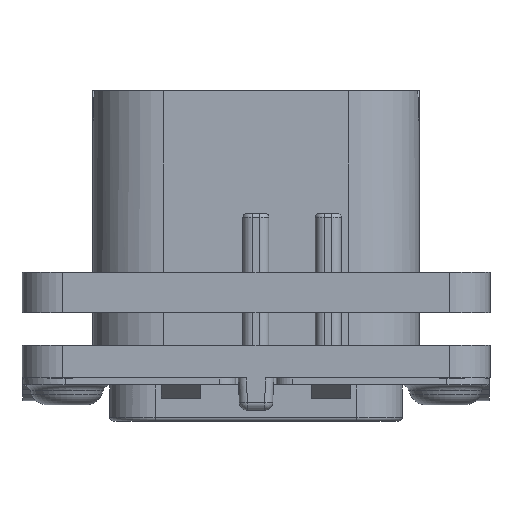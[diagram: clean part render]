
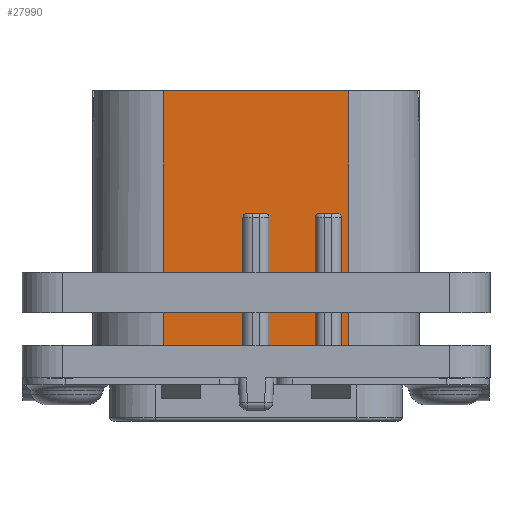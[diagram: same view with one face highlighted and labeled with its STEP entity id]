
A CAD part, front view. The second image highlights one B-rep face of the part: STEP entity #27990.
In plain terms, the highlighted planar face has unit normal (0, -1, 0).
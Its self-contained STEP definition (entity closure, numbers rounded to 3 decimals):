
#1176=DIRECTION('',(1.,0.,0.));
#1177=VECTOR('',#1176,11.4);
#1178=CARTESIAN_POINT('',(-5.7,-9.,17.67));
#1179=LINE('',#1178,#1177);
#5103=DIRECTION('',(1.,0.,0.));
#5104=VECTOR('',#5103,4.9);
#5105=CARTESIAN_POINT('',(-5.7,-9.,2.));
#5106=LINE('',#5105,#5104);
#5196=CARTESIAN_POINT('',(3.9,-9.,9.87));
#5197=DIRECTION('',(0.,1.,0.));
#5198=DIRECTION('',(-1.,0.,0.));
#5199=AXIS2_PLACEMENT_3D('',#5196,#5197,#5198);
#5231=DIRECTION('',(1.,0.,0.));
#5232=VECTOR('',#5231,2.85);
#5233=CARTESIAN_POINT('',(0.8,-9.,2.));
#5234=LINE('',#5233,#5232);
#5277=CARTESIAN_POINT('',(0.55,-9.,9.87));
#5278=DIRECTION('',(0.,1.,0.));
#5279=DIRECTION('',(0.,0.,1.));
#5280=AXIS2_PLACEMENT_3D('',#5277,#5278,#5279);
#5290=DIRECTION('',(0.,0.,1.));
#5291=VECTOR('',#5290,7.87);
#5292=CARTESIAN_POINT('',(5.25,-9.,2.));
#5293=LINE('',#5292,#5291);
#5294=DIRECTION('',(1.,0.,0.));
#5295=VECTOR('',#5294,1.1);
#5296=CARTESIAN_POINT('',(3.9,-9.,10.12));
#5297=LINE('',#5296,#5295);
#5298=DIRECTION('',(0.,0.,1.));
#5299=VECTOR('',#5298,7.87);
#5300=CARTESIAN_POINT('',(3.65,-9.,2.));
#5301=LINE('',#5300,#5299);
#5302=DIRECTION('',(0.,0.,1.));
#5303=VECTOR('',#5302,7.87);
#5304=CARTESIAN_POINT('',(0.8,-9.,2.));
#5305=LINE('',#5304,#5303);
#5306=DIRECTION('',(1.,0.,0.));
#5307=VECTOR('',#5306,1.1);
#5308=CARTESIAN_POINT('',(-0.55,-9.,10.12));
#5309=LINE('',#5308,#5307);
#5310=DIRECTION('',(0.,0.,1.));
#5311=VECTOR('',#5310,7.87);
#5312=CARTESIAN_POINT('',(-0.8,-9.,2.));
#5313=LINE('',#5312,#5311);
#5314=DIRECTION('',(0.,0.,-1.));
#5315=VECTOR('',#5314,15.67);
#5316=CARTESIAN_POINT('',(-5.7,-9.,17.67));
#5317=LINE('',#5316,#5315);
#5318=DIRECTION('',(0.,0.,-1.));
#5319=VECTOR('',#5318,15.67);
#5320=CARTESIAN_POINT('',(5.7,-9.,17.67));
#5321=LINE('',#5320,#5319);
#5335=CARTESIAN_POINT('',(5.,-9.,9.87));
#5336=DIRECTION('',(0.,1.,0.));
#5337=DIRECTION('',(0.,0.,1.));
#5338=AXIS2_PLACEMENT_3D('',#5335,#5336,#5337);
#5381=DIRECTION('',(1.,0.,0.));
#5382=VECTOR('',#5381,0.45);
#5383=CARTESIAN_POINT('',(5.25,-9.,2.));
#5384=LINE('',#5383,#5382);
#10672=CARTESIAN_POINT('',(-0.55,-9.,9.87));
#10673=DIRECTION('',(0.,1.,0.));
#10674=DIRECTION('',(-1.,0.,0.));
#10675=AXIS2_PLACEMENT_3D('',#10672,#10673,#10674);
#17640=CARTESIAN_POINT('',(-5.7,-9.,17.67));
#17641=CARTESIAN_POINT('',(-5.7,-9.,2.));
#17642=VERTEX_POINT('',#17640);
#17643=VERTEX_POINT('',#17641);
#17644=CARTESIAN_POINT('',(5.7,-9.,17.67));
#17645=CARTESIAN_POINT('',(5.7,-9.,2.));
#17646=VERTEX_POINT('',#17644);
#17647=VERTEX_POINT('',#17645);
#17794=CARTESIAN_POINT('',(-0.8,-9.,2.));
#17795=VERTEX_POINT('',#17794);
#17796=CARTESIAN_POINT('',(0.8,-9.,2.));
#17797=CARTESIAN_POINT('',(3.65,-9.,2.));
#17798=VERTEX_POINT('',#17796);
#17799=VERTEX_POINT('',#17797);
#17800=CARTESIAN_POINT('',(5.25,-9.,2.));
#17801=VERTEX_POINT('',#17800);
#20273=CARTESIAN_POINT('',(0.8,-9.,9.87));
#20275=VERTEX_POINT('',#20273);
#20277=CARTESIAN_POINT('',(0.55,-9.,10.12));
#20279=VERTEX_POINT('',#20277);
#20300=CARTESIAN_POINT('',(-0.55,-9.,10.12));
#20301=VERTEX_POINT('',#20300);
#20302=CARTESIAN_POINT('',(-0.8,-9.,9.87));
#20303=VERTEX_POINT('',#20302);
#20305=CARTESIAN_POINT('',(5.25,-9.,9.87));
#20307=VERTEX_POINT('',#20305);
#20309=CARTESIAN_POINT('',(5.,-9.,10.12));
#20311=VERTEX_POINT('',#20309);
#20312=CARTESIAN_POINT('',(3.9,-9.,10.12));
#20314=VERTEX_POINT('',#20312);
#20316=CARTESIAN_POINT('',(3.65,-9.,9.87));
#20318=VERTEX_POINT('',#20316);
#27962=CARTESIAN_POINT('',(-10.05,-9.,2.));
#27963=DIRECTION('',(0.,-1.,0.));
#27964=DIRECTION('',(1.,0.,0.));
#27965=AXIS2_PLACEMENT_3D('',#27962,#27963,#27964);
#27966=PLANE('',#27965);
#27968=ORIENTED_EDGE('',*,*,#27967,.T.);
#27970=ORIENTED_EDGE('',*,*,#27969,.F.);
#27971=ORIENTED_EDGE('',*,*,#27805,.F.);
#27972=ORIENTED_EDGE('',*,*,#27837,.F.);
#27973=ORIENTED_EDGE('',*,*,#27852,.F.);
#27974=ORIENTED_EDGE('',*,*,#27882,.F.);
#27975=ORIENTED_EDGE('',*,*,#27955,.T.);
#27976=ORIENTED_EDGE('',*,*,#27944,.F.);
#27977=ORIENTED_EDGE('',*,*,#27930,.F.);
#27979=ORIENTED_EDGE('',*,*,#27978,.F.);
#27981=ORIENTED_EDGE('',*,*,#27980,.F.);
#27982=ORIENTED_EDGE('',*,*,#27693,.F.);
#27983=ORIENTED_EDGE('',*,*,#22142,.F.);
#27984=ORIENTED_EDGE('',*,*,#22327,.T.);
#27985=ORIENTED_EDGE('',*,*,#22585,.T.);
#27987=ORIENTED_EDGE('',*,*,#27986,.F.);
#27988=EDGE_LOOP('',(#27968,#27970,#27971,#27972,#27973,#27974,#27975,#27976,
#27977,#27979,#27981,#27982,#27983,#27984,#27985,#27987));
#27989=FACE_OUTER_BOUND('',#27988,.F.);
#27990=ADVANCED_FACE('',(#27989),#27966,.T.);
#5200=CIRCLE('',#5199,0.25);
#5281=CIRCLE('',#5280,0.25);
#5339=CIRCLE('',#5338,0.25);
#10676=CIRCLE('',#10675,0.25);
#22142=EDGE_CURVE('',#17642,#17643,#5317,.T.);
#22327=EDGE_CURVE('',#17642,#17646,#1179,.T.);
#22585=EDGE_CURVE('',#17646,#17647,#5321,.T.);
#27693=EDGE_CURVE('',#17643,#17795,#5106,.T.);
#27805=EDGE_CURVE('',#20314,#20311,#5297,.T.);
#27837=EDGE_CURVE('',#20318,#20314,#5200,.T.);
#27852=EDGE_CURVE('',#17799,#20318,#5301,.T.);
#27882=EDGE_CURVE('',#17798,#17799,#5234,.T.);
#27930=EDGE_CURVE('',#20301,#20279,#5309,.T.);
#27944=EDGE_CURVE('',#20279,#20275,#5281,.T.);
#27955=EDGE_CURVE('',#17798,#20275,#5305,.T.);
#27967=EDGE_CURVE('',#17801,#20307,#5293,.T.);
#27969=EDGE_CURVE('',#20311,#20307,#5339,.T.);
#27978=EDGE_CURVE('',#20303,#20301,#10676,.T.);
#27980=EDGE_CURVE('',#17795,#20303,#5313,.T.);
#27986=EDGE_CURVE('',#17801,#17647,#5384,.T.);
